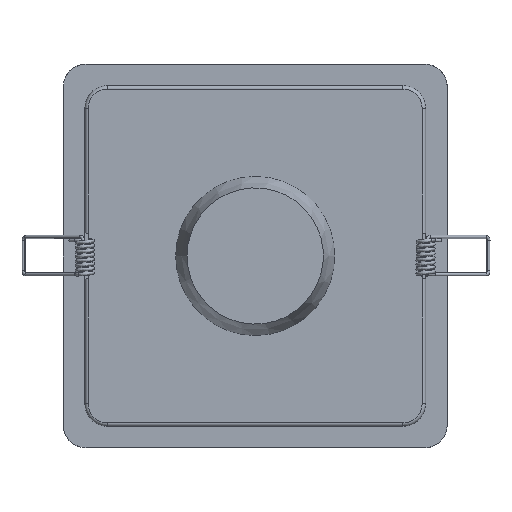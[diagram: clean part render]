
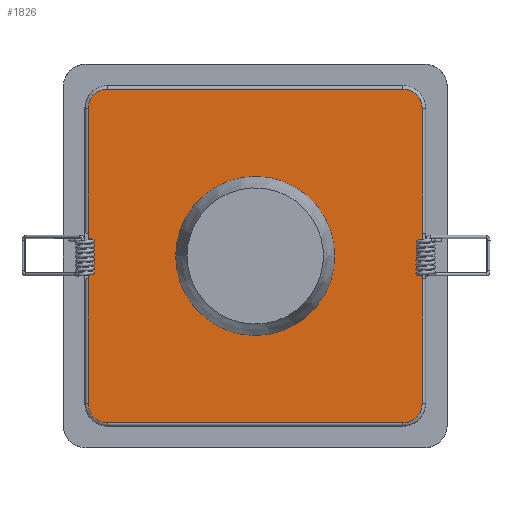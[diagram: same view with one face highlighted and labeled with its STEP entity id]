
A CAD part, left-side view. The second image highlights one B-rep face of the part: STEP entity #1826.
In plain terms, the highlighted face is planar.
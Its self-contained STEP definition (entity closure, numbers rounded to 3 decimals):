
#98 = CARTESIAN_POINT ( 'NONE',  ( 73.5, -10., 10. ) ) ;
#211 = DIRECTION ( 'NONE',  ( 0., 1., 0. ) ) ;
#396 = EDGE_CURVE ( 'NONE', #5757, #4415, #2288, .T. ) ;
#528 = AXIS2_PLACEMENT_3D ( 'NONE', #3899, #8150, #8770 ) ;
#546 = CARTESIAN_POINT ( 'NONE',  ( -65., 73.5, 10. ) ) ;
#577 = ORIENTED_EDGE ( 'NONE', *, *, #6480, .T. ) ;
#670 = CARTESIAN_POINT ( 'NONE',  ( -73.5, -65., 10. ) ) ;
#794 = DIRECTION ( 'NONE',  ( 0., 0., 1. ) ) ;
#847 = VECTOR ( 'NONE', #211, 1000. ) ;
#1013 = VERTEX_POINT ( 'NONE', #6449 ) ;
#1170 = VECTOR ( 'NONE', #5137, 1000. ) ;
#1191 = AXIS2_PLACEMENT_3D ( 'NONE', #5838, #8088, #5196 ) ;
#1329 = DIRECTION ( 'NONE',  ( 0., -1., 0. ) ) ;
#1355 = DIRECTION ( 'NONE',  ( 1., 0., 0. ) ) ;
#1368 = EDGE_CURVE ( 'NONE', #6366, #7793, #8665, .T. ) ;
#1387 = VECTOR ( 'NONE', #4576, 1000. ) ;
#1388 = CARTESIAN_POINT ( 'NONE',  ( -73.5, 10., 10. ) ) ;
#1419 = EDGE_CURVE ( 'NONE', #4415, #6366, #4682, .T. ) ;
#1478 = VERTEX_POINT ( 'NONE', #6796 ) ;
#1575 = ORIENTED_EDGE ( 'NONE', *, *, #2693, .T. ) ;
#1633 = CARTESIAN_POINT ( 'NONE',  ( -65., 73.5, 10. ) ) ;
#1685 = ORIENTED_EDGE ( 'NONE', *, *, #4158, .T. ) ;
#1750 = CARTESIAN_POINT ( 'NONE',  ( 65., -73.5, 10. ) ) ;
#1803 = CARTESIAN_POINT ( 'NONE',  ( 73.5, 65., 10. ) ) ;
#1826 = ADVANCED_FACE ( 'NONE', ( #2978, #5206 ), #3894, .T. ) ;
#1827 = VERTEX_POINT ( 'NONE', #5161 ) ;
#1846 = CARTESIAN_POINT ( 'NONE',  ( 73.5, -65., 10. ) ) ;
#1916 = VERTEX_POINT ( 'NONE', #2689 ) ;
#2275 = DIRECTION ( 'NONE',  ( 1., 0., 0. ) ) ;
#2288 = LINE ( 'NONE', #7333, #847 ) ;
#2294 = DIRECTION ( 'NONE',  ( 1., 0., 0. ) ) ;
#2381 = DIRECTION ( 'NONE',  ( 0., 0., 1. ) ) ;
#2502 = VERTEX_POINT ( 'NONE', #8371 ) ;
#2549 = CIRCLE ( 'NONE', #3720, 8.5 ) ;
#2603 = VECTOR ( 'NONE', #4800, 1000. ) ;
#2689 = CARTESIAN_POINT ( 'NONE',  ( -73.5, -10., 10. ) ) ;
#2693 = EDGE_CURVE ( 'NONE', #1013, #2719, #7275, .T. ) ;
#2719 = VERTEX_POINT ( 'NONE', #1846 ) ;
#2766 = CARTESIAN_POINT ( 'NONE',  ( 73.5, 10., 10. ) ) ;
#2978 = FACE_OUTER_BOUND ( 'NONE', #4438, .T. ) ;
#3227 = ORIENTED_EDGE ( 'NONE', *, *, #1368, .T. ) ;
#3368 = CARTESIAN_POINT ( 'NONE',  ( 0., 0., 10. ) ) ;
#3412 = DIRECTION ( 'NONE',  ( 0., -1., 0. ) ) ;
#3427 = CARTESIAN_POINT ( 'NONE',  ( -73.5, -65., 10. ) ) ;
#3656 = EDGE_CURVE ( 'NONE', #5005, #2502, #2549, .T. ) ;
#3720 = AXIS2_PLACEMENT_3D ( 'NONE', #8386, #7221, #2275 ) ;
#3778 = VECTOR ( 'NONE', #1329, 1000. ) ;
#3894 = PLANE ( 'NONE',  #8806 ) ;
#3897 = CARTESIAN_POINT ( 'NONE',  ( 73.5, 65., 10. ) ) ;
#3899 = CARTESIAN_POINT ( 'NONE',  ( 65., -65., 10. ) ) ;
#3919 = CIRCLE ( 'NONE', #6385, 35. ) ;
#3961 = CARTESIAN_POINT ( 'NONE',  ( 73.5, 65., 10. ) ) ;
#4158 = EDGE_CURVE ( 'NONE', #1478, #1013, #7294, .T. ) ;
#4171 = ORIENTED_EDGE ( 'NONE', *, *, #7948, .T. ) ;
#4181 = ORIENTED_EDGE ( 'NONE', *, *, #1419, .T. ) ;
#4270 = EDGE_CURVE ( 'NONE', #2719, #5757, #7384, .T. ) ;
#4363 = EDGE_LOOP ( 'NONE', ( #5271 ) ) ;
#4415 = VERTEX_POINT ( 'NONE', #2766 ) ;
#4422 = LINE ( 'NONE', #1633, #1170 ) ;
#4438 = EDGE_LOOP ( 'NONE', ( #3227, #4171, #8810, #5116, #6946, #577, #5104, #1685, #1575, #4737, #6554, #4181 ) ) ;
#4576 = DIRECTION ( 'NONE',  ( 0., 1., 0. ) ) ;
#4682 = LINE ( 'NONE', #3961, #5690 ) ;
#4686 = VECTOR ( 'NONE', #3412, 1000. ) ;
#4693 = CARTESIAN_POINT ( 'NONE',  ( 35., 0., 10. ) ) ;
#4737 = ORIENTED_EDGE ( 'NONE', *, *, #4270, .T. ) ;
#4784 = VERTEX_POINT ( 'NONE', #1388 ) ;
#4800 = DIRECTION ( 'NONE',  ( 0., -1., 0. ) ) ;
#4830 = CIRCLE ( 'NONE', #1191, 8.5 ) ;
#5005 = VERTEX_POINT ( 'NONE', #546 ) ;
#5093 = CARTESIAN_POINT ( 'NONE',  ( 65., 65., 10. ) ) ;
#5104 = ORIENTED_EDGE ( 'NONE', *, *, #8903, .T. ) ;
#5116 = ORIENTED_EDGE ( 'NONE', *, *, #9039, .T. ) ;
#5137 = DIRECTION ( 'NONE',  ( -1., 0., 0. ) ) ;
#5161 = CARTESIAN_POINT ( 'NONE',  ( -73.5, -65., 10. ) ) ;
#5196 = DIRECTION ( 'NONE',  ( 1., 0., 0. ) ) ;
#5206 = FACE_BOUND ( 'NONE', #4363, .T. ) ;
#5228 = DIRECTION ( 'NONE',  ( 0., 1., 0. ) ) ;
#5271 = ORIENTED_EDGE ( 'NONE', *, *, #6565, .F. ) ;
#5413 = DIRECTION ( 'NONE',  ( 0., 0., 1. ) ) ;
#5452 = CARTESIAN_POINT ( 'NONE',  ( 65., 73.5, 10. ) ) ;
#5458 = VECTOR ( 'NONE', #7151, 1000. ) ;
#5690 = VECTOR ( 'NONE', #5228, 1000. ) ;
#5757 = VERTEX_POINT ( 'NONE', #98 ) ;
#5838 = CARTESIAN_POINT ( 'NONE',  ( -65., -65., 10. ) ) ;
#6366 = VERTEX_POINT ( 'NONE', #3897 ) ;
#6385 = AXIS2_PLACEMENT_3D ( 'NONE', #3368, #5413, #1355 ) ;
#6429 = AXIS2_PLACEMENT_3D ( 'NONE', #5093, #794, #7173 ) ;
#6447 = EDGE_CURVE ( 'NONE', #4784, #1916, #8952, .T. ) ;
#6449 = CARTESIAN_POINT ( 'NONE',  ( 65., -73.5, 10. ) ) ;
#6480 = EDGE_CURVE ( 'NONE', #1916, #1827, #8310, .T. ) ;
#6492 = CARTESIAN_POINT ( 'NONE',  ( -65., -65., 10. ) ) ;
#6554 = ORIENTED_EDGE ( 'NONE', *, *, #396, .T. ) ;
#6565 = EDGE_CURVE ( 'NONE', #8844, #8844, #3919, .T. ) ;
#6796 = CARTESIAN_POINT ( 'NONE',  ( -65., -73.5, 10. ) ) ;
#6946 = ORIENTED_EDGE ( 'NONE', *, *, #6447, .T. ) ;
#7151 = DIRECTION ( 'NONE',  ( 1., 0., 0. ) ) ;
#7173 = DIRECTION ( 'NONE',  ( 1., 0., 0. ) ) ;
#7221 = DIRECTION ( 'NONE',  ( 0., 0., 1. ) ) ;
#7275 = CIRCLE ( 'NONE', #528, 8.5 ) ;
#7294 = LINE ( 'NONE', #1750, #5458 ) ;
#7333 = CARTESIAN_POINT ( 'NONE',  ( 73.5, 65., 10. ) ) ;
#7384 = LINE ( 'NONE', #1803, #1387 ) ;
#7793 = VERTEX_POINT ( 'NONE', #5452 ) ;
#7948 = EDGE_CURVE ( 'NONE', #7793, #5005, #4422, .T. ) ;
#8088 = DIRECTION ( 'NONE',  ( 0., 0., 1. ) ) ;
#8150 = DIRECTION ( 'NONE',  ( 0., 0., 1. ) ) ;
#8310 = LINE ( 'NONE', #3427, #3778 ) ;
#8371 = CARTESIAN_POINT ( 'NONE',  ( -73.5, 65., 10. ) ) ;
#8386 = CARTESIAN_POINT ( 'NONE',  ( -65., 65., 10. ) ) ;
#8665 = CIRCLE ( 'NONE', #6429, 8.5 ) ;
#8770 = DIRECTION ( 'NONE',  ( 1., 0., 0. ) ) ;
#8806 = AXIS2_PLACEMENT_3D ( 'NONE', #6492, #2381, #2294 ) ;
#8810 = ORIENTED_EDGE ( 'NONE', *, *, #3656, .T. ) ;
#8844 = VERTEX_POINT ( 'NONE', #4693 ) ;
#8903 = EDGE_CURVE ( 'NONE', #1827, #1478, #4830, .T. ) ;
#8936 = LINE ( 'NONE', #8979, #4686 ) ;
#8952 = LINE ( 'NONE', #670, #2603 ) ;
#8979 = CARTESIAN_POINT ( 'NONE',  ( -73.5, -65., 10. ) ) ;
#9039 = EDGE_CURVE ( 'NONE', #2502, #4784, #8936, .T. ) ;
